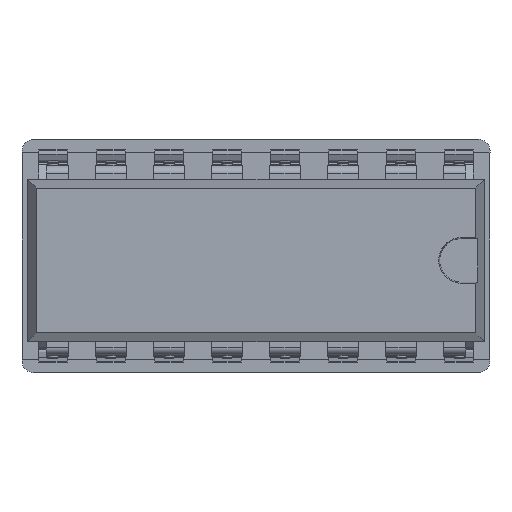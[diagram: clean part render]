
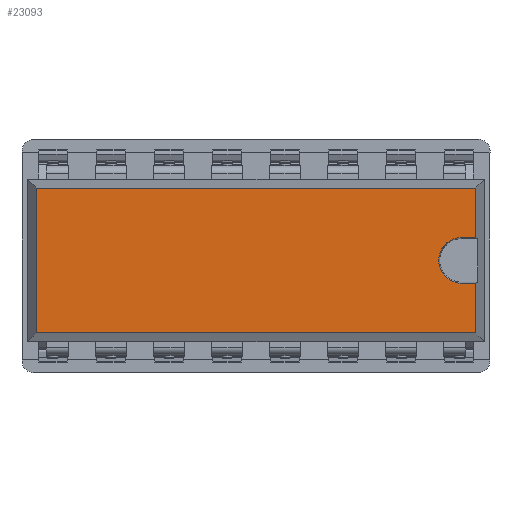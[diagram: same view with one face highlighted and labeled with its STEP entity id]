
A CAD part, top view. The second image highlights one B-rep face of the part: STEP entity #23093.
In plain terms, the highlighted planar face has unit normal (0, 0, 1).
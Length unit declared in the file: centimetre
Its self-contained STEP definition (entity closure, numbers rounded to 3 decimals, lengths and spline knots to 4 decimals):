
#734=CIRCLE('',#24457,0.1);
#1532=FACE_OUTER_BOUND('',#2814,.T.);
#2814=EDGE_LOOP('',(#15206,#15207,#15208,#15209,#15210,#15211,#15212,#15213));
#4115=LINE('',#33544,#6727);
#4117=LINE('',#33550,#6729);
#4121=LINE('',#33561,#6733);
#4122=LINE('',#33563,#6734);
#4123=LINE('',#33565,#6735);
#4124=LINE('',#33567,#6736);
#4125=LINE('',#33568,#6737);
#6727=VECTOR('',#26618,1.);
#6729=VECTOR('',#26622,1.);
#6733=VECTOR('',#26636,1.);
#6734=VECTOR('',#26637,1.);
#6735=VECTOR('',#26638,1.);
#6736=VECTOR('',#26639,1.);
#6737=VECTOR('',#26640,1.);
#9337=VERTEX_POINT('',#33538);
#9339=VERTEX_POINT('',#33542);
#9340=VERTEX_POINT('',#33546);
#9342=VERTEX_POINT('',#33549);
#9344=VERTEX_POINT('',#33560);
#9345=VERTEX_POINT('',#33562);
#9346=VERTEX_POINT('',#33564);
#9347=VERTEX_POINT('',#33566);
#11651=EDGE_CURVE('',#9337,#9339,#4115,.T.);
#11653=EDGE_CURVE('',#9342,#9340,#4117,.T.);
#11657=EDGE_CURVE('',#9339,#9342,#734,.T.);
#11659=EDGE_CURVE('',#9340,#9344,#4121,.T.);
#11660=EDGE_CURVE('',#9344,#9345,#4122,.T.);
#11661=EDGE_CURVE('',#9345,#9346,#4123,.T.);
#11662=EDGE_CURVE('',#9346,#9347,#4124,.T.);
#11663=EDGE_CURVE('',#9347,#9337,#4125,.T.);
#15206=ORIENTED_EDGE('',*,*,#11651,.T.);
#15207=ORIENTED_EDGE('',*,*,#11657,.T.);
#15208=ORIENTED_EDGE('',*,*,#11653,.T.);
#15209=ORIENTED_EDGE('',*,*,#11659,.T.);
#15210=ORIENTED_EDGE('',*,*,#11660,.T.);
#15211=ORIENTED_EDGE('',*,*,#11661,.T.);
#15212=ORIENTED_EDGE('',*,*,#11662,.T.);
#15213=ORIENTED_EDGE('',*,*,#11663,.T.);
#22277=PLANE('',#24459);
#23093=ADVANCED_FACE('',(#1532),#22277,.F.);
#24457=AXIS2_PLACEMENT_3D('',#33556,#26629,#26630);
#24459=AXIS2_PLACEMENT_3D('',#33559,#26634,#26635);
#26618=DIRECTION('',(0.,1.,0.));
#26622=DIRECTION('',(0.,-1.,0.));
#26629=DIRECTION('center_axis',(0.,0.,-1.));
#26630=DIRECTION('ref_axis',(1.,0.,0.));
#26634=DIRECTION('center_axis',(0.,0.,-1.));
#26635=DIRECTION('ref_axis',(1.,0.,0.));
#26636=DIRECTION('',(1.,0.,0.));
#26637=DIRECTION('',(0.,1.,0.));
#26638=DIRECTION('',(-1.,0.,0.));
#26639=DIRECTION('',(0.,-1.,0.));
#26640=DIRECTION('',(1.,0.,0.));
#33538=CARTESIAN_POINT('',(-0.1,-0.9616,0.511));
#33542=CARTESIAN_POINT('',(-0.1,-0.9,0.511));
#33544=CARTESIAN_POINT('',(-0.1,-0.45,0.511));
#33546=CARTESIAN_POINT('',(0.1,-0.9616,0.511));
#33549=CARTESIAN_POINT('',(0.1,-0.9,0.511));
#33550=CARTESIAN_POINT('',(0.1,-0.5,0.511));
#33556=CARTESIAN_POINT('Origin',(0.,-0.9,0.511));
#33559=CARTESIAN_POINT('Origin',(0.,0.,
0.511));
#33560=CARTESIAN_POINT('',(0.3166,-0.9616,0.511));
#33561=CARTESIAN_POINT('',(0.355,-0.9616,0.511));
#33562=CARTESIAN_POINT('',(0.3166,0.9616,0.511));
#33563=CARTESIAN_POINT('',(0.3166,1.,0.511));
#33564=CARTESIAN_POINT('',(-0.3166,0.9616,0.511));
#33565=CARTESIAN_POINT('',(-0.355,0.9616,0.511));
#33566=CARTESIAN_POINT('',(-0.3166,-0.9616,0.511));
#33567=CARTESIAN_POINT('',(-0.3166,-1.,0.511));
#33568=CARTESIAN_POINT('',(0.355,-0.9616,0.511));
